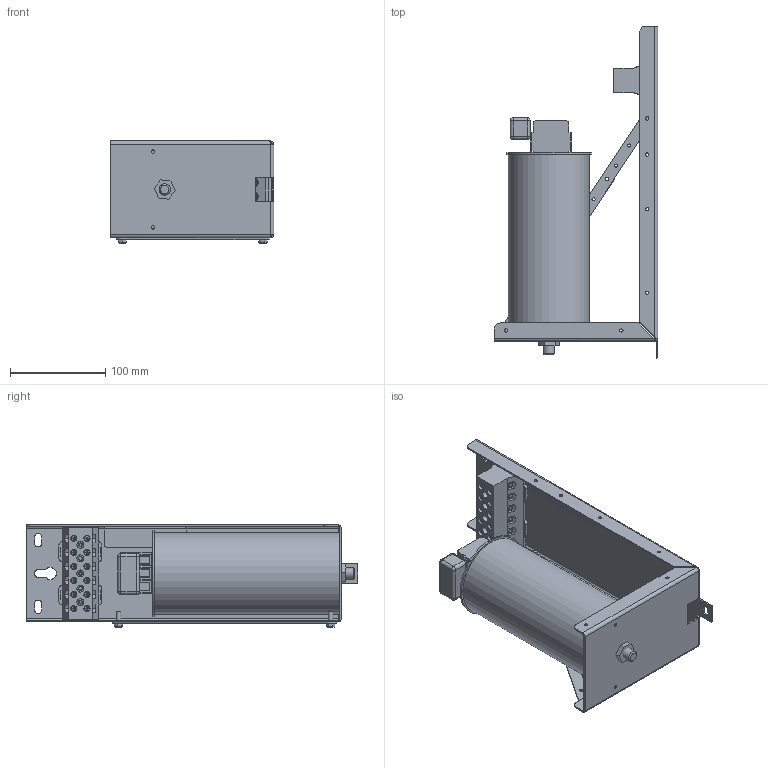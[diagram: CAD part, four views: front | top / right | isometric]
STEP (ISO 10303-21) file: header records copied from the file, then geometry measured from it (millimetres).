
FILE_DESCRIPTION(/* description */ (''),/* implementation_level */ '2;1');
FILE_NAME(/* name */ '107207.stp',/* time_stamp */ '2020-03-10T15:25:51-05:00',/* author */ ('jnelson'),/* organization */ (''),/* preprocessor_version */ 'ST-DEVELOPER v17',/* originating_system */ 'Autodesk Inventor 2019',/* authorisation */ '');
FILE_SCHEMA (('AUTOMOTIVE_DESIGN { 1 0 10303 214 3 1 1 }'));
Length unit declared in the file: inch
Products named in the file (16): 107207; 30811; 27791-A; 29230; 8KVAR; CAP NUT ; ASC Term Block Assembly; ASC TERM BLOCK-Better; ASC Term block screw; ASC TERM BLK INSERT; ASC bleeder resistor; 25441; DIN+TERMINAL; 27937; 19324; 23837
Assembly tree (26 placements, depth 4):
  107207
    30811
    27791-A
    29230
      8KVAR
      CAP NUT 
      ASC Term Block Assembly
        ASC TERM BLOCK-Better
        ASC Term block screw  x6
        ASC TERM BLK INSERT  x6
        ASC bleeder resistor
    25441  x2
    DIN+TERMINAL
      27937
      19324
    23837
Bounding box: 171.45 x 347.73 x 106.87 mm (x, y, z)
Volume: 1367990.8 mm3; surface area: 291639.8 mm2
Topology: 40 solids, 40 shells, 1279 faces, 3350 edges, 2194 vertices
Faces by surface type: plane 701, cylinder 498, cone 55, bspline 12, sphere 8, torus 5
Full cylindrical faces by diameter (mm): 2.54 x3, 2.545 x132, 2.794 x3, 3 x126, 3.251 x8, 3.556 x11, 3.962 x7, 4.597 x2, 4.898 x5, 5.08 x12, 5.083 x1, 5.22 x1, 5.5 x6, 6.124 x5, 6.35 x11, 6.375 x12, 6.379 x1, 6.516 x1, 7.341 x5, 8.484 x1, 11.989 x1, 14.224 x1, 85.09 x2, 89.154 x1
Entity records: 31706 total; most frequent: CARTESIAN_POINT 9073, DIRECTION 4518, ORIENTED_EDGE 4480, EDGE_CURVE 2240, LINE 1540, VECTOR 1540, AXIS2_PLACEMENT_3D 1489, VERTEX_POINT 1466
